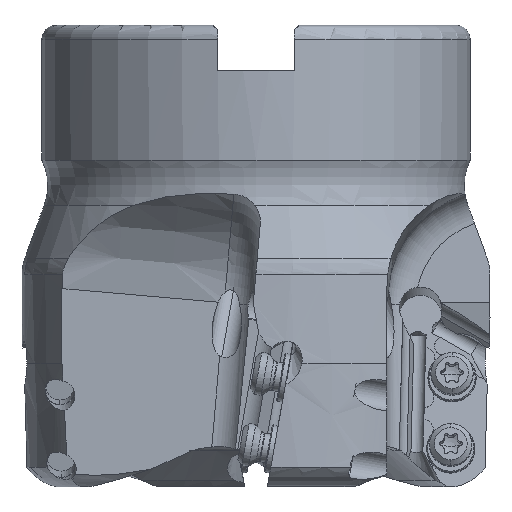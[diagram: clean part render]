
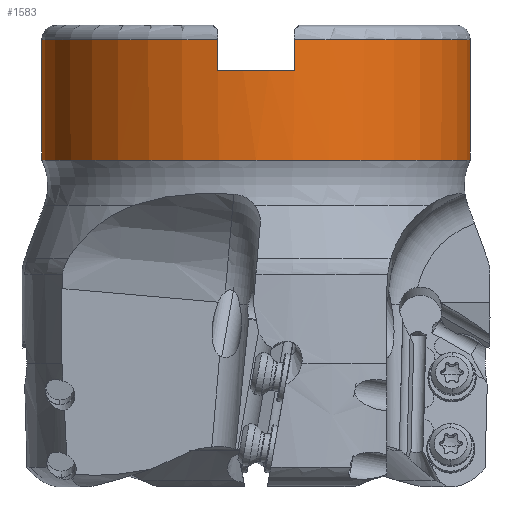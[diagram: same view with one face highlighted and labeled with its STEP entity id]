
A CAD part, front view. The second image highlights one B-rep face of the part: STEP entity #1583.
In plain terms, the highlighted cylindrical face has radius 22.225 mm (diameter 44.45 mm), a partial arc.
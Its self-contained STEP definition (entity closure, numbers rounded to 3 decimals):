
#662=LINE('',#21379,#1110);
#663=LINE('',#21383,#1111);
#664=LINE('',#21384,#1112);
#665=LINE('',#21390,#1113);
#1110=VECTOR('',#14107,1.);
#1111=VECTOR('',#14110,1.);
#1112=VECTOR('',#14111,1.);
#1113=VECTOR('',#14116,1.);
#1583=ADVANCED_FACE('',(#2398),#2006,.T.);
#2006=CYLINDRICAL_SURFACE('',#11906,22.225);
#2398=FACE_OUTER_BOUND('',#2952,.T.);
#2952=EDGE_LOOP('',(#5730,#5731,#5732,#5733,#5734,#5735,#5736,#5737,#5738));
#3645=CIRCLE('',#11900,22.225);
#3646=CIRCLE('',#11902,22.225);
#3647=CIRCLE('',#11903,22.225);
#3648=CIRCLE('',#11904,22.225);
#3649=CIRCLE('',#11905,22.225);
#5730=ORIENTED_EDGE('',*,*,#9731,.T.);
#5731=ORIENTED_EDGE('',*,*,#9732,.F.);
#5732=ORIENTED_EDGE('',*,*,#9733,.T.);
#5733=ORIENTED_EDGE('',*,*,#9734,.F.);
#5734=ORIENTED_EDGE('',*,*,#9730,.T.);
#5735=ORIENTED_EDGE('',*,*,#9735,.F.);
#5736=ORIENTED_EDGE('',*,*,#9736,.T.);
#5737=ORIENTED_EDGE('',*,*,#9737,.T.);
#5738=ORIENTED_EDGE('',*,*,#9738,.F.);
#8083=VERTEX_POINT('',#20187);
#8084=VERTEX_POINT('',#20189);
#8249=VERTEX_POINT('',#21377);
#8250=VERTEX_POINT('',#21378);
#8251=VERTEX_POINT('',#21380);
#8252=VERTEX_POINT('',#21382);
#8253=VERTEX_POINT('',#21385);
#8254=VERTEX_POINT('',#21387);
#8255=VERTEX_POINT('',#21389);
#9730=EDGE_CURVE('',#8083,#8084,#3645,.T.);
#9731=EDGE_CURVE('',#8249,#8250,#3646,.T.);
#9732=EDGE_CURVE('',#8251,#8250,#662,.T.);
#9733=EDGE_CURVE('',#8251,#8252,#3647,.T.);
#9734=EDGE_CURVE('',#8083,#8252,#663,.T.);
#9735=EDGE_CURVE('',#8253,#8084,#664,.T.);
#9736=EDGE_CURVE('',#8253,#8254,#3648,.T.);
#9737=EDGE_CURVE('',#8254,#8255,#3649,.T.);
#9738=EDGE_CURVE('',#8249,#8255,#665,.T.);
#11900=AXIS2_PLACEMENT_3D('',#21374,#14101,#14102);
#11902=AXIS2_PLACEMENT_3D('',#21376,#14105,#14106);
#11903=AXIS2_PLACEMENT_3D('',#21381,#14108,#14109);
#11904=AXIS2_PLACEMENT_3D('',#21386,#14112,#14113);
#11905=AXIS2_PLACEMENT_3D('',#21388,#14114,#14115);
#11906=AXIS2_PLACEMENT_3D('',#21391,#14117,#14118);
#14101=DIRECTION('',(0.,0.,1.));
#14102=DIRECTION('',(-1.,0.,0.));
#14105=DIRECTION('',(0.,0.,-1.));
#14106=DIRECTION('',(0.179,-0.984,0.));
#14107=DIRECTION('',(0.,0.,-1.));
#14108=DIRECTION('',(0.,0.,-1.));
#14109=DIRECTION('',(-0.179,-0.984,0.));
#14110=DIRECTION('',(0.,0.,1.));
#14111=DIRECTION('',(0.,0.,-1.));
#14112=DIRECTION('',(0.,0.,-1.));
#14113=DIRECTION('',(1.,0.,0.));
#14114=DIRECTION('',(0.,0.,-1.));
#14115=DIRECTION('',(1.,-0.001,0.));
#14116=DIRECTION('',(0.,0.,1.));
#14117=DIRECTION('',(0.,0.,-1.));
#14118=DIRECTION('',(1.,0.,0.));
#20187=CARTESIAN_POINT('',(-22.225,0.,-14.));
#20189=CARTESIAN_POINT('',(22.225,0.,-14.));
#21374=CARTESIAN_POINT('',(0.,0.,-14.));
#21376=CARTESIAN_POINT('',(0.,0.,-4.76));
#21377=CARTESIAN_POINT('',(3.97,-21.868,-4.76));
#21378=CARTESIAN_POINT('',(-3.97,-21.868,-4.76));
#21379=CARTESIAN_POINT('',(-3.97,-21.868,-1.5));
#21380=CARTESIAN_POINT('',(-3.97,-21.868,-1.5));
#21381=CARTESIAN_POINT('',(0.,0.,-1.5));
#21382=CARTESIAN_POINT('',(-22.225,0.,-1.5));
#21383=CARTESIAN_POINT('',(-22.225,0.,-14.));
#21384=CARTESIAN_POINT('',(22.225,0.,-1.5));
#21385=CARTESIAN_POINT('',(22.225,0.,-1.5));
#21386=CARTESIAN_POINT('',(0.,0.,-1.5));
#21387=CARTESIAN_POINT('',(22.225,-0.022,-1.5));
#21388=CARTESIAN_POINT('',(0.,0.,-1.5));
#21389=CARTESIAN_POINT('',(3.97,-21.868,-1.5));
#21390=CARTESIAN_POINT('',(3.97,-21.868,-4.76));
#21391=CARTESIAN_POINT('',(0.,0.,-1.25));
